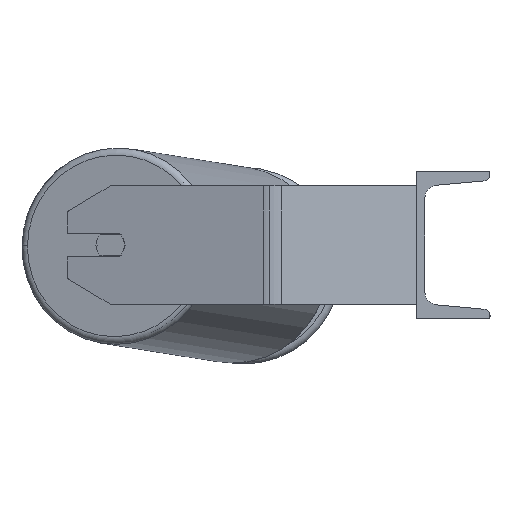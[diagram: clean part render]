
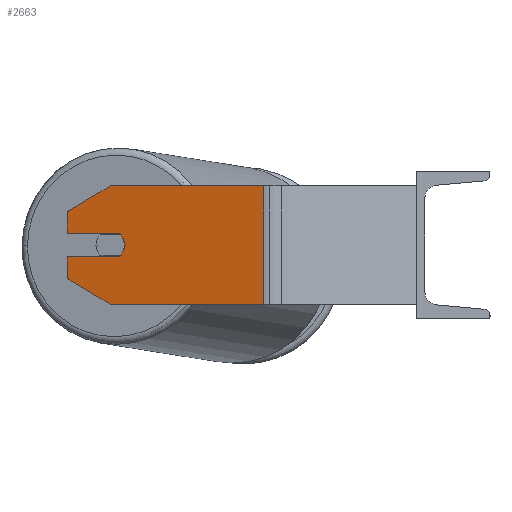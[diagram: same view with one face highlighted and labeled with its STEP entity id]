
A CAD part, left-side view. The second image highlights one B-rep face of the part: STEP entity #2663.
In plain terms, the highlighted planar face has unit normal (-0.966, 0.259, 0).
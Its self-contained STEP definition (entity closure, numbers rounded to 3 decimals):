
#17 = EDGE_CURVE ( 'NONE', #5066, #1570, #936, .T. ) ;
#317 = DIRECTION ( 'NONE',  ( -0.259, -0.966, 0. ) ) ;
#390 = ORIENTED_EDGE ( 'NONE', *, *, #6204, .T. ) ;
#542 = DIRECTION ( 'NONE',  ( -0.966, 0.259, 0. ) ) ;
#550 = CARTESIAN_POINT ( 'NONE',  ( -503.511, 236.093, 8. ) ) ;
#708 = CARTESIAN_POINT ( 'NONE',  ( -512.828, 201.32, -8. ) ) ;
#730 = DIRECTION ( 'NONE',  ( -0.259, -0.966, 0. ) ) ;
#734 = CARTESIAN_POINT ( 'NONE',  ( -503.511, 236.093, 40. ) ) ;
#757 = CIRCLE ( 'NONE', #3271, 10. ) ;
#808 = DIRECTION ( 'NONE',  ( 0.224, 0.837, -0.5 ) ) ;
#936 = LINE ( 'NONE', #3107, #5375 ) ;
#1124 = CARTESIAN_POINT ( 'NONE',  ( -539.136, 103.138, -40. ) ) ;
#1151 = DIRECTION ( 'NONE',  ( -0.259, -0.966, 0. ) ) ;
#1206 = DIRECTION ( 'NONE',  ( 0.259, 0.966, 0. ) ) ;
#1351 = LINE ( 'NONE', #734, #6846 ) ;
#1356 = CARTESIAN_POINT ( 'NONE',  ( -503.511, 236.093, -22.679 ) ) ;
#1570 = VERTEX_POINT ( 'NONE', #4192 ) ;
#1580 = LINE ( 'NONE', #8638, #1744 ) ;
#1624 = ORIENTED_EDGE ( 'NONE', *, *, #8138, .F. ) ;
#1731 = VERTEX_POINT ( 'NONE', #6716 ) ;
#1744 = VECTOR ( 'NONE', #5030, 1000. ) ;
#2381 = VECTOR ( 'NONE', #5080, 1000. ) ;
#2454 = LINE ( 'NONE', #6588, #4004 ) ;
#2615 = FACE_OUTER_BOUND ( 'NONE', #6346, .T. ) ;
#2663 = ADVANCED_FACE ( 'NONE', ( #2615 ), #5426, .F. ) ;
#2842 = VERTEX_POINT ( 'NONE', #5107 ) ;
#3107 = CARTESIAN_POINT ( 'NONE',  ( -511.275, 207.115, -40. ) ) ;
#3179 = ORIENTED_EDGE ( 'NONE', *, *, #8475, .T. ) ;
#3271 = AXIS2_PLACEMENT_3D ( 'NONE', #7007, #6319, #730 ) ;
#3339 = EDGE_CURVE ( 'NONE', #1570, #8439, #1580, .T. ) ;
#3440 = DIRECTION ( 'NONE',  ( -0.259, -0.966, 0. ) ) ;
#3574 = CARTESIAN_POINT ( 'NONE',  ( -503.511, 236.093, 22.679 ) ) ;
#3677 = ORIENTED_EDGE ( 'NONE', *, *, #5307, .F. ) ;
#3700 = VECTOR ( 'NONE', #808, 1000. ) ;
#3836 = CARTESIAN_POINT ( 'NONE',  ( -503.511, 236.093, 22.679 ) ) ;
#4004 = VECTOR ( 'NONE', #317, 1000. ) ;
#4034 = CARTESIAN_POINT ( 'NONE',  ( -503.511, 236.093, 40. ) ) ;
#4051 = VECTOR ( 'NONE', #5306, 1000. ) ;
#4091 = ORIENTED_EDGE ( 'NONE', *, *, #7326, .F. ) ;
#4144 = AXIS2_PLACEMENT_3D ( 'NONE', #9051, #542, #3440 ) ;
#4192 = CARTESIAN_POINT ( 'NONE',  ( -511.275, 207.115, -40. ) ) ;
#4359 = AXIS2_PLACEMENT_3D ( 'NONE', #4034, #7670, #8250 ) ;
#4394 = DIRECTION ( 'NONE',  ( -0.224, -0.837, -0.5 ) ) ;
#4496 = VERTEX_POINT ( 'NONE', #708 ) ;
#4585 = CARTESIAN_POINT ( 'NONE',  ( -503.511, 236.093, 8. ) ) ;
#4947 = VERTEX_POINT ( 'NONE', #4585 ) ;
#5030 = DIRECTION ( 'NONE',  ( -0.259, -0.966, 0. ) ) ;
#5066 = VERTEX_POINT ( 'NONE', #1356 ) ;
#5080 = DIRECTION ( 'NONE',  ( 0., 0., -1. ) ) ;
#5107 = CARTESIAN_POINT ( 'NONE',  ( -512.828, 201.32, 8. ) ) ;
#5306 = DIRECTION ( 'NONE',  ( 0., 0., -1. ) ) ;
#5307 = EDGE_CURVE ( 'NONE', #1731, #8439, #5730, .T. ) ;
#5375 = VECTOR ( 'NONE', #4394, 1000. ) ;
#5426 = PLANE ( 'NONE',  #4359 ) ;
#5449 = CARTESIAN_POINT ( 'NONE',  ( -513.863, 197.456, 0. ) ) ;
#5541 = LINE ( 'NONE', #550, #7578 ) ;
#5664 = LINE ( 'NONE', #3574, #3700 ) ;
#5730 = LINE ( 'NONE', #6460, #2381 ) ;
#5774 = VERTEX_POINT ( 'NONE', #8120 ) ;
#5872 = EDGE_CURVE ( 'NONE', #5774, #4496, #2454, .T. ) ;
#5924 = VERTEX_POINT ( 'NONE', #5449 ) ;
#5944 = EDGE_CURVE ( 'NONE', #5924, #2842, #7082, .T. ) ;
#6204 = EDGE_CURVE ( 'NONE', #9139, #8428, #5664, .T. ) ;
#6319 = DIRECTION ( 'NONE',  ( -0.966, 0.259, 0. ) ) ;
#6346 = EDGE_LOOP ( 'NONE', ( #3179, #7604, #9132, #3677, #4091, #390, #8671, #1624, #6837, #6710, #7280 ) ) ;
#6460 = CARTESIAN_POINT ( 'NONE',  ( -539.136, 103.138, 40. ) ) ;
#6474 = EDGE_CURVE ( 'NONE', #4496, #5924, #757, .T. ) ;
#6588 = CARTESIAN_POINT ( 'NONE',  ( -512.828, 201.32, -8. ) ) ;
#6710 = ORIENTED_EDGE ( 'NONE', *, *, #6474, .F. ) ;
#6716 = CARTESIAN_POINT ( 'NONE',  ( -539.136, 103.138, 40. ) ) ;
#6837 = ORIENTED_EDGE ( 'NONE', *, *, #5944, .F. ) ;
#6846 = VECTOR ( 'NONE', #7572, 1000. ) ;
#7007 = CARTESIAN_POINT ( 'NONE',  ( -511.275, 207.115, 0. ) ) ;
#7082 = CIRCLE ( 'NONE', #4144, 10. ) ;
#7280 = ORIENTED_EDGE ( 'NONE', *, *, #5872, .F. ) ;
#7326 = EDGE_CURVE ( 'NONE', #9139, #1731, #8168, .T. ) ;
#7339 = CARTESIAN_POINT ( 'NONE',  ( -503.511, 236.093, 40. ) ) ;
#7414 = VECTOR ( 'NONE', #1151, 1000. ) ;
#7550 = CARTESIAN_POINT ( 'NONE',  ( -503.511, 236.093, 40. ) ) ;
#7572 = DIRECTION ( 'NONE',  ( 0., 0., -1. ) ) ;
#7578 = VECTOR ( 'NONE', #1206, 1000. ) ;
#7604 = ORIENTED_EDGE ( 'NONE', *, *, #17, .T. ) ;
#7670 = DIRECTION ( 'NONE',  ( 0.966, -0.259, 0. ) ) ;
#8120 = CARTESIAN_POINT ( 'NONE',  ( -503.511, 236.093, -8. ) ) ;
#8138 = EDGE_CURVE ( 'NONE', #2842, #4947, #5541, .T. ) ;
#8168 = LINE ( 'NONE', #7550, #7414 ) ;
#8176 = LINE ( 'NONE', #7339, #4051 ) ;
#8250 = DIRECTION ( 'NONE',  ( 0.259, 0.966, 0. ) ) ;
#8428 = VERTEX_POINT ( 'NONE', #3836 ) ;
#8439 = VERTEX_POINT ( 'NONE', #1124 ) ;
#8475 = EDGE_CURVE ( 'NONE', #5774, #5066, #1351, .T. ) ;
#8638 = CARTESIAN_POINT ( 'NONE',  ( -503.511, 236.093, -40. ) ) ;
#8671 = ORIENTED_EDGE ( 'NONE', *, *, #8757, .T. ) ;
#8757 = EDGE_CURVE ( 'NONE', #8428, #4947, #8176, .T. ) ;
#8758 = CARTESIAN_POINT ( 'NONE',  ( -511.275, 207.115, 40. ) ) ;
#9051 = CARTESIAN_POINT ( 'NONE',  ( -511.275, 207.115, 0. ) ) ;
#9132 = ORIENTED_EDGE ( 'NONE', *, *, #3339, .T. ) ;
#9139 = VERTEX_POINT ( 'NONE', #8758 ) ;
